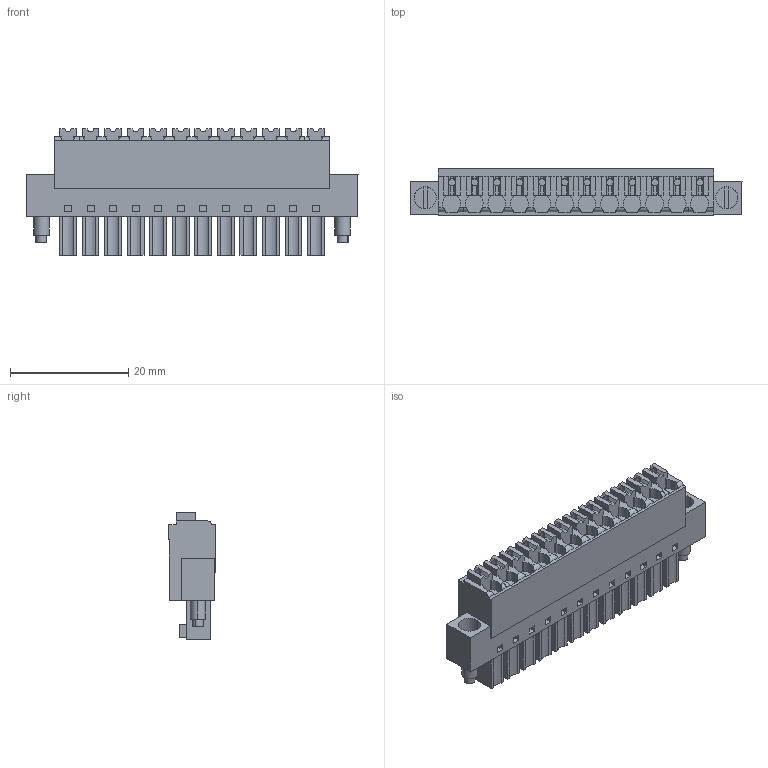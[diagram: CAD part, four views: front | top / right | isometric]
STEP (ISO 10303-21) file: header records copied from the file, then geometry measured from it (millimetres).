
FILE_DESCRIPTION(('CATIA V5 STEP Exchange','CAx-IF Rec.Pracs.--- Model Styling and Organization---1.2---2011-12-15'),'2;1');
FILE_NAME ('D1460730_0', '2017-07-25T13:14:23+00:00', ('none'), ('Weidmueller'), 'CATIA Version 5-6 Release 2014', 'CATIA V5 STEP AP214', 'none');
FILE_SCHEMA(('AUTOMOTIVE_DESIGN { 1 0 10303 214 1 1 1 1 }'));
Length unit declared in the file: millimetre
Products named in the file (1): 1971940000
Bounding box: 56.11 x 7.9 x 21.4 mm (x, y, z)
Volume: 5868.4 mm3; surface area: 5261.1 mm2
Topology: 15 solids, 15 shells, 768 faces, 2044 edges, 1360 vertices
Faces by surface type: plane 613, cylinder 155
Entity records: 23014 total; most frequent: CARTESIAN_POINT 4466, ORIENTED_EDGE 4088, DIRECTION 2860, EDGE_CURVE 2044, VECTOR 1632, LINE 1632, VERTEX_POINT 1360, EDGE_LOOP 850
